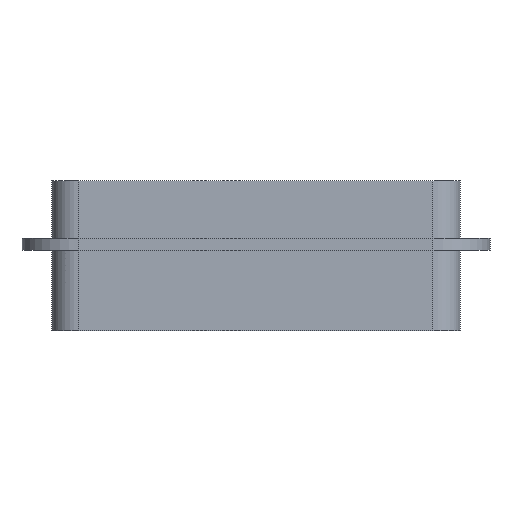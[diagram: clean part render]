
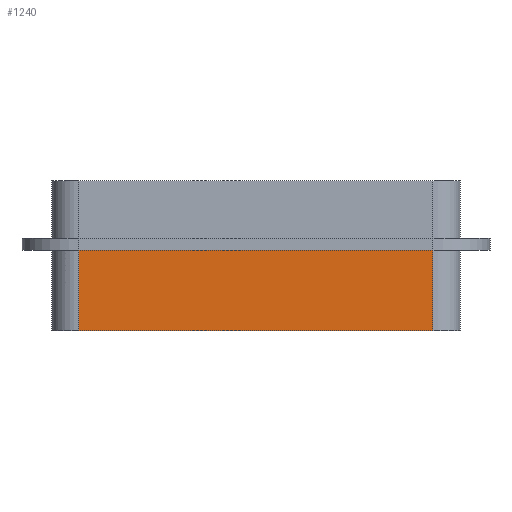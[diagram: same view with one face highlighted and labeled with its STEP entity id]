
A CAD part, front view. The second image highlights one B-rep face of the part: STEP entity #1240.
In plain terms, the highlighted planar face has unit normal (0, -1, 0).
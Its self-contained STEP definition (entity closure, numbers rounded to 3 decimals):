
#114=FACE_OUTER_BOUND('',#174,.T.);
#174=EDGE_LOOP('',(#1027,#1028,#1029,#1030));
#303=LINE('',#1916,#451);
#320=LINE('',#1973,#468);
#323=LINE('',#1981,#471);
#324=LINE('',#1982,#472);
#451=VECTOR('',#1552,10.);
#468=VECTOR('',#1605,10.);
#471=VECTOR('',#1614,10.);
#472=VECTOR('',#1615,10.);
#571=VERTEX_POINT('',#1914);
#572=VERTEX_POINT('',#1915);
#594=VERTEX_POINT('',#1972);
#596=VERTEX_POINT('',#1980);
#727=EDGE_CURVE('',#571,#572,#303,.T.);
#755=EDGE_CURVE('',#571,#594,#320,.T.);
#759=EDGE_CURVE('',#572,#596,#323,.T.);
#760=EDGE_CURVE('',#594,#596,#324,.T.);
#1027=ORIENTED_EDGE('',*,*,#727,.T.);
#1028=ORIENTED_EDGE('',*,*,#759,.T.);
#1029=ORIENTED_EDGE('',*,*,#760,.F.);
#1030=ORIENTED_EDGE('',*,*,#755,.F.);
#1190=PLANE('',#1341);
#1240=ADVANCED_FACE('',(#114),#1190,.T.);
#1341=AXIS2_PLACEMENT_3D('',#1979,#1612,#1613);
#1552=DIRECTION('',(-1.,0.,0.));
#1605=DIRECTION('',(0.,0.,-1.));
#1612=DIRECTION('center_axis',(0.,-1.,0.));
#1613=DIRECTION('ref_axis',(-1.,0.,0.));
#1614=DIRECTION('',(0.,0.,-1.));
#1615=DIRECTION('',(-1.,0.,0.));
#1914=CARTESIAN_POINT('',(59.,-117.,-23.));
#1915=CARTESIAN_POINT('',(-59.,-117.,-23.));
#1916=CARTESIAN_POINT('',(29.5,-117.,-23.));
#1972=CARTESIAN_POINT('',(59.,-117.,-50.));
#1973=CARTESIAN_POINT('',(59.,-117.,0.));
#1979=CARTESIAN_POINT('Origin',(59.,-117.,0.));
#1980=CARTESIAN_POINT('',(-59.,-117.,-50.));
#1981=CARTESIAN_POINT('',(-59.,-117.,0.));
#1982=CARTESIAN_POINT('',(59.,-117.,-50.));
